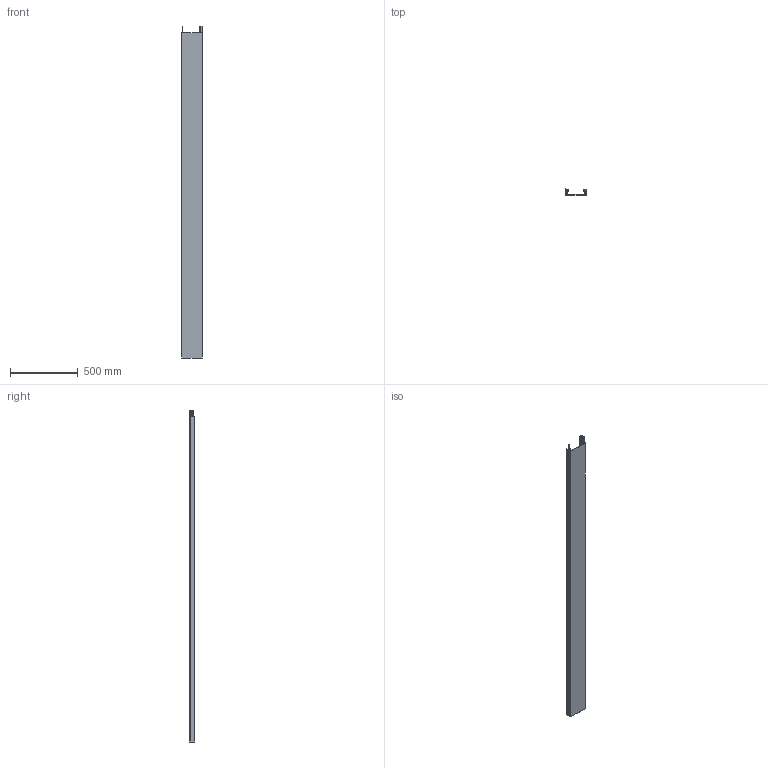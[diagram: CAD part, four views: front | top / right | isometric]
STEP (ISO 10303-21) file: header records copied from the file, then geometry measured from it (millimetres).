
FILE_DESCRIPTION((''),'2;1');
FILE_NAME('AKU1500401KUN_ASM','2022-10-26T13:33:12',('wilhelo'),(''),'CREO PARAMETRIC BY PTC INC, 2022024','CREO PARAMETRIC BY PTC INC, 2022024','');
FILE_SCHEMA(('AUTOMOTIVE_DESIGN { 1 0 10303 214 1 1 1 1 }'));
Length unit declared in the file: millimetre
Products named in the file (5): AKU1500401_WANNE; AKU_SEITENPROFIL_APA_K24; ZES_VK180_KUN; AKU_SEITENPROFIL_APA_O01; AKU1500401KUN_ASM
Assembly tree (9 placements, depth 2):
  AKU1500401KUN_ASM
    AKU1500401_WANNE
    AKU_SEITENPROFIL_APA_K24
    ZES_VK180_KUN
    AKU_SEITENPROFIL_APA_O01  x6
Bounding box: 154 x 40.5 x 2450 mm (x, y, z)
Volume: 1196718 mm3; surface area: 1653370.6 mm2
Topology: 9 solids, 9 shells, 265 faces, 741 edges, 494 vertices
Faces by surface type: plane 253, cylinder 12
Entity records: 7797 total; most frequent: DIRECTION 1194, CARTESIAN_POINT 1048, ORIENTED_EDGE 552, AXIS2_PLACEMENT_3D 393, PROPERTY_DEFINITION 309, REPRESENTATION 305, PROPERTY_DEFINITION_REPRESENTATION 305, EDGE_CURVE 276
